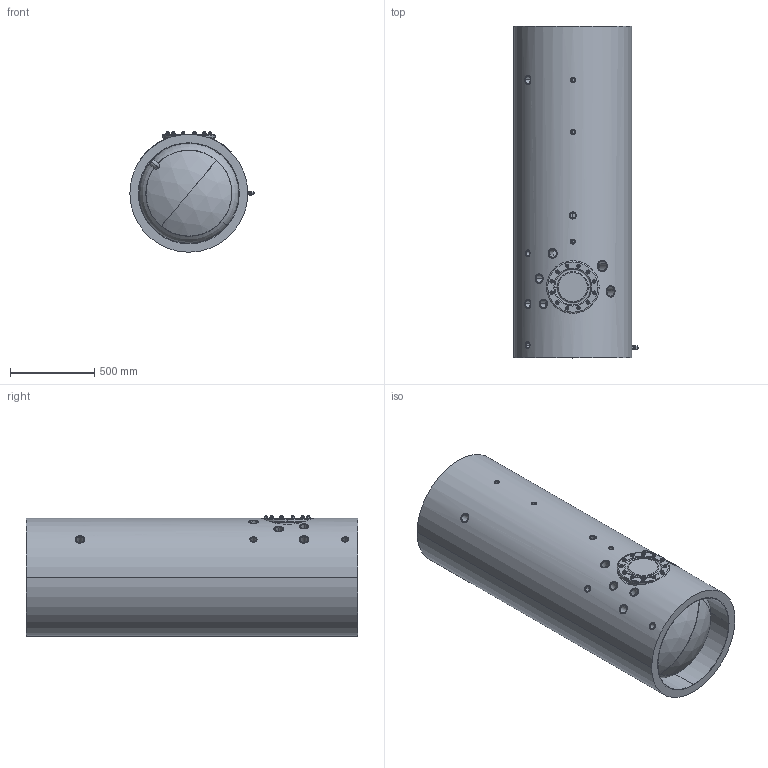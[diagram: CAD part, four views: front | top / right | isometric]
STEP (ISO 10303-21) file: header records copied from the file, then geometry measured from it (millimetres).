
FILE_DESCRIPTION (( 'STEP AP203' ), '1' );
FILE_NAME ('ÂÍ.0500.232.00.00 Âîäîíàãðåâàòåëü.STEP', '2021-08-29T09:04:02', ( 'suchkovdn' ), ( '' ), 'SwSTEP 2.0', 'SolidWorks 2018', '' );
FILE_SCHEMA (( 'CONFIG_CONTROL_DESIGN' ));
Length unit declared in the file: millimetre
Products named in the file (43): Èçîëÿöèÿ_00; 项牮桢 忭篁疱礤錩00; Çíàê çàçåìëåíèÿ_00; ч蜱齁罻 30; 蟬.0500.232.00.01 挓毿骫罻_00; ч蜱齁罻 42; ч蜱齁罻 68; 塔忮瘃鸰00; 呧蜦蠂駻00; 项牮桢 磬痼骓铄_00; Áîáûøêà G1_00; Øïèëüêà ðåçüáîâàÿ_Œ12å80; Áîáûøêà äëÿ ÒÝÍ (G2)-80_00; ÂÍ.0500.232.00.05 Ïàòðóáîê ñëèâà_42å3-200; 燴鍱 (500 擤)_00; 蟬.0500.232.01.00 昜闉趌00; 淟檍瀖00; ﾗ襄鸙 蓁 瑙 315_00; Áîáûøêà ïîä òåðìîìåòð_00; ÂÍ.0500.232.01.03 Ïàòðóáîê_76å4-50; ÂÍ.0500.232.00.07 Îòâîä_90ø-38å4; Øàéáà_ïðóæèííàÿ_6402-70_ä12; 峦.0500.232.00.08 彦瘘汔_懃囔 3-2-1_1; ÂÍ.0500.232.00.02 Äíèùå âåðõíåå_850å4; ÂÍ.0500.232.01.01 Îáå÷àéêà_1200å4; L=200; Ãàéêà_Â_5915-70_Œ12; 諘蜱齁罻 57; ÂÍ.0500.232.00.00 Âîäîíàãðåâàòåëü; ч蜱齁罻 1; Áîáûøêà äëÿ ÒÝÍ (G1 1_2)_00; ﾗ襄鸙 710_00; ﾘ琺矜 ﾃﾎﾑﾒ 11371-78_12; Ïðîêëàäêà ëþêà 300_00; ÂÍ.0500.232.00.03 Äíèùå íèæíåå_850å4; Ëþê 300_00; 署赅 膻赅 300_00; Áîëò ÃÎÑÒ Ð ÈÑÎ 4017_Œ12å30; ч蜱齁罻1_2; ч蜱齁罻 1 1_2; ч蜱齁罻 2 ...
Assembly tree (59 placements, depth 3):
  项牮桢 忭篁疱礤錩00
  Çíàê çàçåìëåíèÿ_00
  ч蜱齁罻 30
  ч蜱齁罻 42
  ч蜱齁罻 68
Bounding box: 737.5 x 1970 x 715 mm (x, y, z)
Volume: 222791245.1 mm3; surface area: 17510145.6 mm2
Topology: 71 solids, 71 shells, 987 faces, 2296 edges, 1468 vertices
Faces by surface type: cylinder 348, plane 347, cone 204, torus 64, sphere 20, bspline 4
Entity records: 25661 total; most frequent: CARTESIAN_POINT 10537, DIRECTION 2254, ORIENTED_EDGE 1994, EDGE_CURVE 997, AXIS2_PLACEMENT_3D 964, VERTEX_POINT 640, EDGE_LOOP 567, CIRCLE 501
